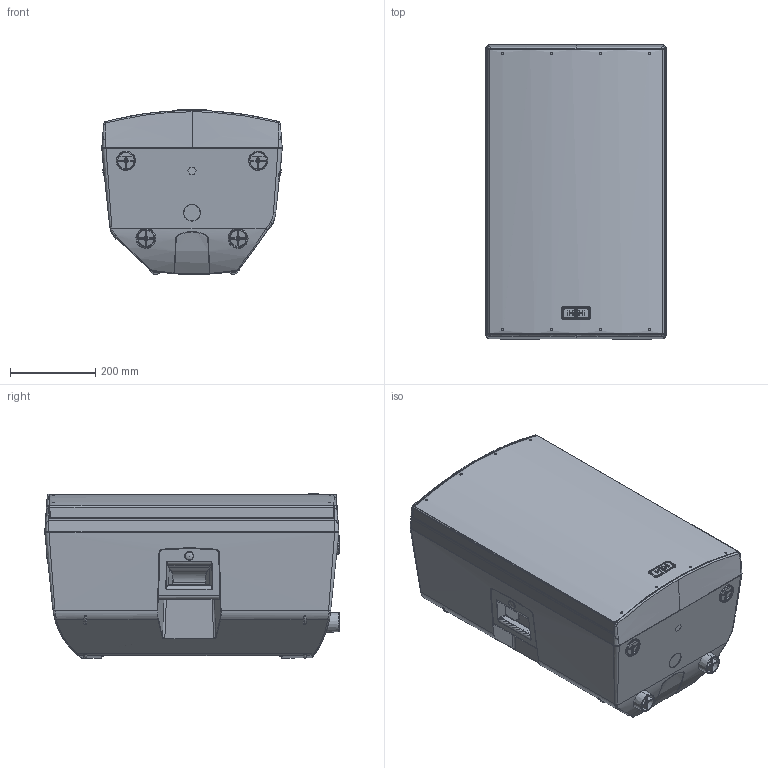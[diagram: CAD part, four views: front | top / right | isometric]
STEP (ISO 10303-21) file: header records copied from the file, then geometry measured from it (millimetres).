
FILE_DESCRIPTION (( 'STEP AP214' ), '1' );
FILE_NAME ('TRE-1501.STEP', '2020-03-04T14:28:15', ( '' ), ( '' ), 'SwSTEP 2.0', 'SolidWorks 2019', '' );
FILE_SCHEMA (( 'AUTOMOTIVE_DESIGN' ));
Length unit declared in the file: millimetre
Products named in the file (1): TRE-1501
Bounding box: 423.11 x 691 x 387.01 mm (x, y, z)
Volume: 87690628 mm3; surface area: 2170910.4 mm2
Topology: 9 solids, 25 shells, 3781 faces, 10598 edges, 6883 vertices
Faces by surface type: plane 1659, cylinder 1483, bspline 578, cone 48, torus 10, sphere 3
Entity records: 222099 total; most frequent: CARTESIAN_POINT 99526, ORIENTED_EDGE 21148, DIRECTION 10940, EDGE_CURVE 10574, VERTEX_POINT 6877, B_SPLINE_CURVE_WITH_KNOTS 6009, LINE 3996, VECTOR 3996
